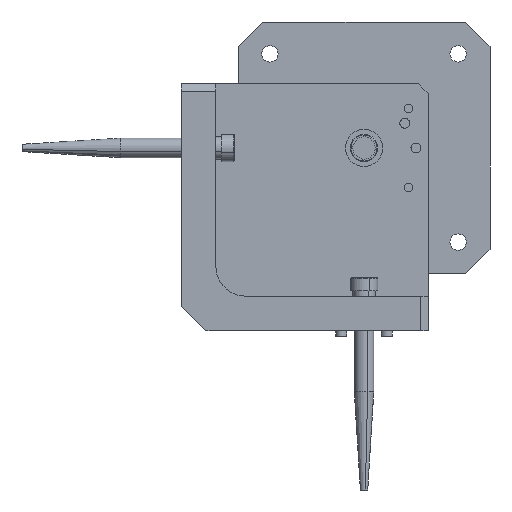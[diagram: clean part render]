
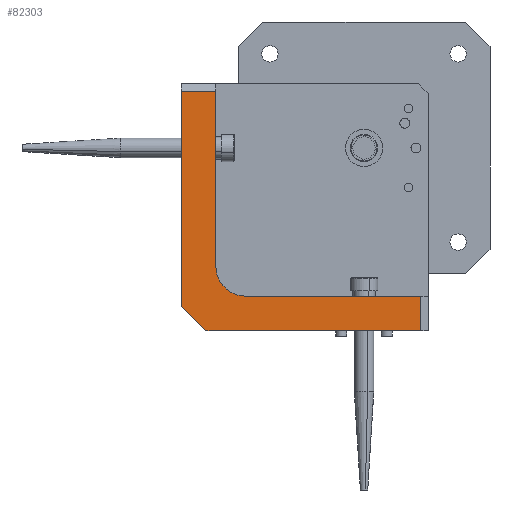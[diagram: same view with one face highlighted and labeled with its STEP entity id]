
A CAD part, front view. The second image highlights one B-rep face of the part: STEP entity #82303.
In plain terms, the highlighted planar face has unit normal (0, -1, 0).
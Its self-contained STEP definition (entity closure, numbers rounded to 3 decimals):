
#2861 = CARTESIAN_POINT ( 'NONE',  ( 23., -202., -74. ) ) ;
#3375 = ORIENTED_EDGE ( 'NONE', *, *, #83932, .F. ) ;
#6608 = CARTESIAN_POINT ( 'NONE',  ( -74., -202., -64. ) ) ;
#6815 = ORIENTED_EDGE ( 'NONE', *, *, #62605, .T. ) ;
#7254 = LINE ( 'NONE', #24149, #35167 ) ;
#7419 = EDGE_LOOP ( 'NONE', ( #3375, #90257, #62884, #56107, #21253, #6815, #25086, #77546 ) ) ;
#9077 = VERTEX_POINT ( 'NONE', #24627 ) ;
#9117 = DIRECTION ( 'NONE',  ( 0., 0., -1. ) ) ;
#9869 = VECTOR ( 'NONE', #62225, 1000. ) ;
#11112 = FACE_OUTER_BOUND ( 'NONE', #7419, .T. ) ;
#15251 = VERTEX_POINT ( 'NONE', #87075 ) ;
#15642 = VECTOR ( 'NONE', #43722, 1000. ) ;
#20585 = EDGE_CURVE ( 'NONE', #74987, #9077, #7254, .T. ) ;
#21253 = ORIENTED_EDGE ( 'NONE', *, *, #77788, .F. ) ;
#21497 = EDGE_CURVE ( 'NONE', #29259, #61513, #59973, .T. ) ;
#23490 = LINE ( 'NONE', #66435, #47956 ) ;
#24149 = CARTESIAN_POINT ( 'NONE',  ( 23., -202., -48. ) ) ;
#24627 = CARTESIAN_POINT ( 'NONE',  ( 23., -202., -60. ) ) ;
#25086 = ORIENTED_EDGE ( 'NONE', *, *, #30918, .F. ) ;
#25193 = DIRECTION ( 'NONE',  ( 0., 0., 1. ) ) ;
#26620 = DIRECTION ( 'NONE',  ( -1., 0., 0. ) ) ;
#27281 = VERTEX_POINT ( 'NONE', #6608 ) ;
#27885 = LINE ( 'NONE', #37150, #15642 ) ;
#28611 = LINE ( 'NONE', #57075, #9869 ) ;
#29259 = VERTEX_POINT ( 'NONE', #54851 ) ;
#29300 = LINE ( 'NONE', #72753, #87036 ) ;
#29578 = VECTOR ( 'NONE', #77040, 1000. ) ;
#30270 = AXIS2_PLACEMENT_3D ( 'NONE', #70406, #71355, #35388 ) ;
#30918 = EDGE_CURVE ( 'NONE', #27281, #72060, #23490, .T. ) ;
#31016 = CARTESIAN_POINT ( 'NONE',  ( -74., -202., 23. ) ) ;
#34042 = CARTESIAN_POINT ( 'NONE',  ( -48., -202., -48. ) ) ;
#34069 = LINE ( 'NONE', #34518, #67681 ) ;
#34518 = CARTESIAN_POINT ( 'NONE',  ( -74., -202., -74. ) ) ;
#35167 = VECTOR ( 'NONE', #67051, 1000. ) ;
#35388 = DIRECTION ( 'NONE',  ( 0., 0., 1. ) ) ;
#37150 = CARTESIAN_POINT ( 'NONE',  ( 26., -202., -60. ) ) ;
#38871 = DIRECTION ( 'NONE',  ( 0., 0., 1. ) ) ;
#41435 = VERTEX_POINT ( 'NONE', #58439 ) ;
#43722 = DIRECTION ( 'NONE',  ( 1., 0., 0. ) ) ;
#47956 = VECTOR ( 'NONE', #38871, 1000. ) ;
#52656 = EDGE_CURVE ( 'NONE', #27281, #41435, #56480, .T. ) ;
#54144 = DIRECTION ( 'NONE',  ( 0., -1., 0. ) ) ;
#54851 = CARTESIAN_POINT ( 'NONE',  ( -60., -202., -48. ) ) ;
#56010 = CARTESIAN_POINT ( 'NONE',  ( -74., -202., -64. ) ) ;
#56107 = ORIENTED_EDGE ( 'NONE', *, *, #21497, .F. ) ;
#56480 = LINE ( 'NONE', #56010, #29578 ) ;
#57075 = CARTESIAN_POINT ( 'NONE',  ( -48., -202., 23. ) ) ;
#58439 = CARTESIAN_POINT ( 'NONE',  ( -64., -202., -74. ) ) ;
#59973 = CIRCLE ( 'NONE', #74926, 12. ) ;
#61513 = VERTEX_POINT ( 'NONE', #72116 ) ;
#62225 = DIRECTION ( 'NONE',  ( -1., 0., 0. ) ) ;
#62605 = EDGE_CURVE ( 'NONE', #15251, #72060, #28611, .T. ) ;
#62884 = ORIENTED_EDGE ( 'NONE', *, *, #79074, .F. ) ;
#66435 = CARTESIAN_POINT ( 'NONE',  ( -74., -202., 26. ) ) ;
#67051 = DIRECTION ( 'NONE',  ( 0., 0., 1. ) ) ;
#67681 = VECTOR ( 'NONE', #26620, 1000. ) ;
#70406 = CARTESIAN_POINT ( 'NONE',  ( -48., -202., -48. ) ) ;
#71355 = DIRECTION ( 'NONE',  ( 0., 1., 0. ) ) ;
#72060 = VERTEX_POINT ( 'NONE', #31016 ) ;
#72116 = CARTESIAN_POINT ( 'NONE',  ( -48., -202., -60. ) ) ;
#72753 = CARTESIAN_POINT ( 'NONE',  ( -60., -202., -48. ) ) ;
#74926 = AXIS2_PLACEMENT_3D ( 'NONE', #34042, #54144, #25193 ) ;
#74987 = VERTEX_POINT ( 'NONE', #2861 ) ;
#75174 = PLANE ( 'NONE',  #30270 ) ;
#77040 = DIRECTION ( 'NONE',  ( 0.707, 0., -0.707 ) ) ;
#77546 = ORIENTED_EDGE ( 'NONE', *, *, #52656, .T. ) ;
#77788 = EDGE_CURVE ( 'NONE', #15251, #29259, #29300, .T. ) ;
#79074 = EDGE_CURVE ( 'NONE', #61513, #9077, #27885, .T. ) ;
#82303 = ADVANCED_FACE ( 'NONE', ( #11112 ), #75174, .F. ) ;
#83932 = EDGE_CURVE ( 'NONE', #74987, #41435, #34069, .T. ) ;
#87036 = VECTOR ( 'NONE', #9117, 1000. ) ;
#87075 = CARTESIAN_POINT ( 'NONE',  ( -60., -202., 23. ) ) ;
#90257 = ORIENTED_EDGE ( 'NONE', *, *, #20585, .T. ) ;
